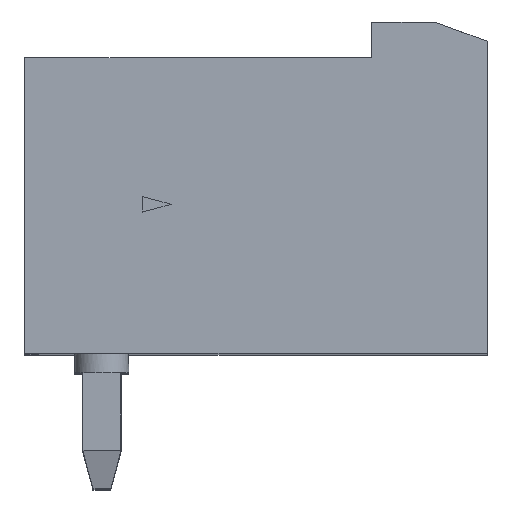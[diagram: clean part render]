
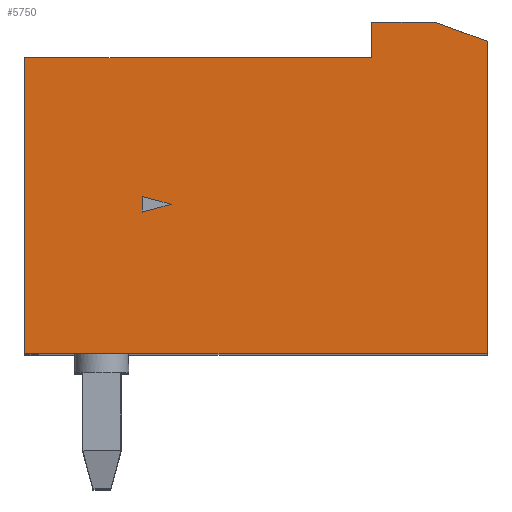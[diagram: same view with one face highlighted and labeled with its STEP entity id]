
A CAD part, top view. The second image highlights one B-rep face of the part: STEP entity #5750.
In plain terms, the highlighted planar face has unit normal (0, 0, 1).
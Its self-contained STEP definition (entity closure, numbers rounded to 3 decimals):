
#4860=CARTESIAN_POINT('',(46.923,38.338,
   3.54));
#4870=DIRECTION('',(0.,0.,
   1.));
#4880=DIRECTION('',(1.,0.,
   0.));
#4890=AXIS2_PLACEMENT_3D('',#4860,#4870,#4880);
#4900=PLANE('',#4890);
#4910=CARTESIAN_POINT('',(0.,37.773,
   3.54));
#4920=DIRECTION('',(-1.,0.,
   0.));
#4930=VECTOR('',#4920,1.);
#4940=LINE('',#4910,#4930);
#4950=CARTESIAN_POINT('',(48.627,37.773,
   3.54));
#4960=VERTEX_POINT('',#4950);
#4970=CARTESIAN_POINT('',(36.627,37.773,
   3.54));
#4980=VERTEX_POINT('',#4970);
#4990=EDGE_CURVE('',#4960,#4980,#4940,.T.);
#5000=ORIENTED_EDGE('',*,*,#4990,.F.);
#5010=CARTESIAN_POINT('',(36.627,0.,
   3.54));
#5020=DIRECTION('',(0.,-1.,
   0.));
#5030=VECTOR('',#5020,1.);
#5040=LINE('',#5010,#5030);
#5050=CARTESIAN_POINT('',(36.627,45.443,
   3.54));
#5060=VERTEX_POINT('',#5050);
#5070=EDGE_CURVE('',#5060,#4980,#5040,.T.);
#5080=ORIENTED_EDGE('',*,*,#5070,.T.);
#5090=CARTESIAN_POINT('',(0.,45.443,
   3.54));
#5100=DIRECTION('',(1.,0.,
   0.));
#5110=VECTOR('',#5100,1.);
#5120=LINE('',#5090,#5110);
#5130=CARTESIAN_POINT('',(45.627,45.443,
   3.54));
#5140=VERTEX_POINT('',#5130);
#5150=EDGE_CURVE('',#5060,#5140,#5120,.T.);
#5160=ORIENTED_EDGE('',*,*,#5150,.F.);
#5170=CARTESIAN_POINT('',(45.627,0.,
   3.54));
#5180=DIRECTION('',(0.,1.,
   0.));
#5190=VECTOR('',#5180,1.);
#5200=LINE('',#5170,#5190);
#5210=CARTESIAN_POINT('',(45.627,46.373,
   3.54));
#5220=VERTEX_POINT('',#5210);
#5230=EDGE_CURVE('',#5140,#5220,#5200,.T.);
#5240=ORIENTED_EDGE('',*,*,#5230,.F.);
#5250=CARTESIAN_POINT('',(0.,46.373,
   3.54));
#5260=DIRECTION('',(1.,0.,
   0.));
#5270=VECTOR('',#5260,1.);
#5280=LINE('',#5250,#5270);
#5290=CARTESIAN_POINT('',(47.253,46.373,
   3.54));
#5300=VERTEX_POINT('',#5290);
#5310=EDGE_CURVE('',#5220,#5300,#5280,.T.);
#5320=ORIENTED_EDGE('',*,*,#5310,.F.);
#5330=CARTESIAN_POINT('',(0.,63.571,
   3.54));
#5340=DIRECTION('',(0.94,-0.342,
   0.));
#5350=VECTOR('',#5340,1.);
#5360=LINE('',#5330,#5350);
#5370=CARTESIAN_POINT('',(48.627,45.873,
   3.54));
#5380=VERTEX_POINT('',#5370);
#5390=EDGE_CURVE('',#5300,#5380,#5360,.T.);
#5400=ORIENTED_EDGE('',*,*,#5390,.F.);
#5410=CARTESIAN_POINT('',(48.627,0.,
   3.54));
#5420=DIRECTION('',(0.,-1.,
   0.));
#5430=VECTOR('',#5420,1.);
#5440=LINE('',#5410,#5430);
#5450=EDGE_CURVE('',#5380,#4960,#5440,.T.);
#5460=ORIENTED_EDGE('',*,*,#5450,.F.);
#5470=EDGE_LOOP('',(#5460,#5400,#5320,#5240,#5160,#5080,#5000));
#5480=FACE_OUTER_BOUND('',#5470,.T.);
#5490=CARTESIAN_POINT('',(39.677,0.,
   3.54));
#5500=DIRECTION('',(0.,1.,
   0.));
#5510=VECTOR('',#5500,1.);
#5520=LINE('',#5490,#5510);
#5530=CARTESIAN_POINT('',(39.677,41.442,
   3.54));
#5540=VERTEX_POINT('',#5530);
#5550=CARTESIAN_POINT('',(39.677,41.844,
   3.54));
#5560=VERTEX_POINT('',#5550);
#5570=EDGE_CURVE('',#5540,#5560,#5520,.T.);
#5580=ORIENTED_EDGE('',*,*,#5570,.T.);
#5590=CARTESIAN_POINT('',(0.,30.81,
   3.54));
#5600=DIRECTION('',(-0.966,-0.259,
   0.));
#5610=VECTOR('',#5600,1.);
#5620=LINE('',#5590,#5610);
#5630=CARTESIAN_POINT('',(40.427,41.643,
   3.54));
#5640=VERTEX_POINT('',#5630);
#5650=EDGE_CURVE('',#5640,#5540,#5620,.T.);
#5660=ORIENTED_EDGE('',*,*,#5650,.T.);
#5670=CARTESIAN_POINT('',(0.,52.475,
   3.54));
#5680=DIRECTION('',(0.966,-0.259,
   0.));
#5690=VECTOR('',#5680,1.);
#5700=LINE('',#5670,#5690);
#5710=EDGE_CURVE('',#5560,#5640,#5700,.T.);
#5720=ORIENTED_EDGE('',*,*,#5710,.T.);
#5730=EDGE_LOOP('',(#5720,#5660,#5580));
#5740=FACE_BOUND('',#5730,.T.);
#5750=ADVANCED_FACE('',(#5480,#5740),#4900,.T.);
